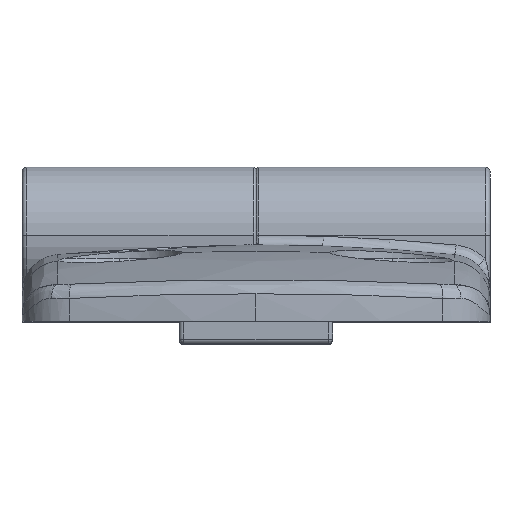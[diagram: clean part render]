
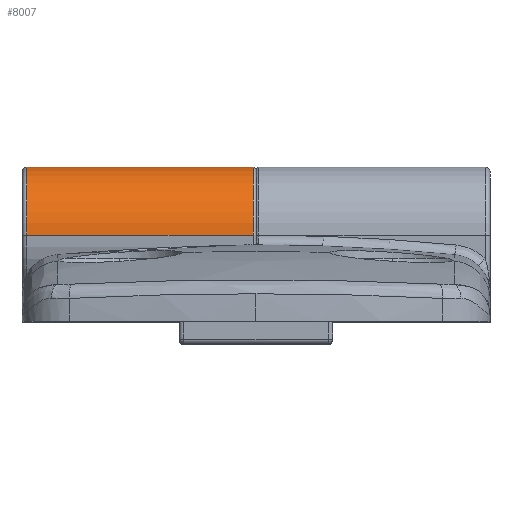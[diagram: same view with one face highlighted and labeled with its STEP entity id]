
A CAD part, top view. The second image highlights one B-rep face of the part: STEP entity #8007.
In plain terms, the highlighted cylindrical face has radius 7 mm (diameter 14 mm), a partial arc.
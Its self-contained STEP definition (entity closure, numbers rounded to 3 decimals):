
#231=CYLINDRICAL_SURFACE('',#8642,7.);
#538=LINE('',#12399,#1022);
#574=LINE('',#12721,#1058);
#1022=VECTOR('',#9737,23.2);
#1058=VECTOR('',#9863,23.2);
#1675=FACE_OUTER_BOUND('',#2215,.T.);
#2215=EDGE_LOOP('',(#5566,#5567,#5568,#5569));
#2832=CIRCLE('',#8643,7.);
#2833=CIRCLE('',#8644,7.);
#3403=VERTEX_POINT('',#12373);
#3412=VERTEX_POINT('',#12397);
#3495=VERTEX_POINT('',#12719);
#3496=VERTEX_POINT('',#12720);
#4174=EDGE_CURVE('',#3412,#3403,#538,.T.);
#4271=EDGE_CURVE('',#3495,#3496,#574,.T.);
#4278=EDGE_CURVE('',#3412,#3495,#2832,.T.);
#4279=EDGE_CURVE('',#3496,#3403,#2833,.T.);
#5566=ORIENTED_EDGE('',*,*,#4174,.F.);
#5567=ORIENTED_EDGE('',*,*,#4278,.T.);
#5568=ORIENTED_EDGE('',*,*,#4271,.T.);
#5569=ORIENTED_EDGE('',*,*,#4279,.T.);
#8007=ADVANCED_FACE('',(#1675),#231,.T.);
#8642=AXIS2_PLACEMENT_3D('',#12737,#9872,#9873);
#8643=AXIS2_PLACEMENT_3D('',#12738,#9874,#9875);
#8644=AXIS2_PLACEMENT_3D('',#12739,#9876,#9877);
#9737=DIRECTION('',(-1.,0.,0.));
#9863=DIRECTION('',(-1.,0.,0.));
#9872=DIRECTION('center_axis',(1.,0.,0.));
#9873=DIRECTION('ref_axis',(0.,0.,1.));
#9874=DIRECTION('center_axis',(-1.,0.,0.));
#9875=DIRECTION('ref_axis',(0.,0.,-1.));
#9876=DIRECTION('center_axis',(1.,0.,0.));
#9877=DIRECTION('ref_axis',(0.,0.,1.));
#12373=CARTESIAN_POINT('',(-23.5,8.9,7.));
#12397=CARTESIAN_POINT('',(-0.3,8.9,7.));
#12399=CARTESIAN_POINT('',(24.,8.9,7.));
#12719=CARTESIAN_POINT('',(-0.3,8.9,-7.));
#12720=CARTESIAN_POINT('',(-23.5,8.9,-7.));
#12721=CARTESIAN_POINT('',(24.,8.9,-7.));
#12737=CARTESIAN_POINT('Origin',(24.,8.9,0.));
#12738=CARTESIAN_POINT('Origin',(-0.3,8.9,0.));
#12739=CARTESIAN_POINT('Origin',(-23.5,8.9,0.));
